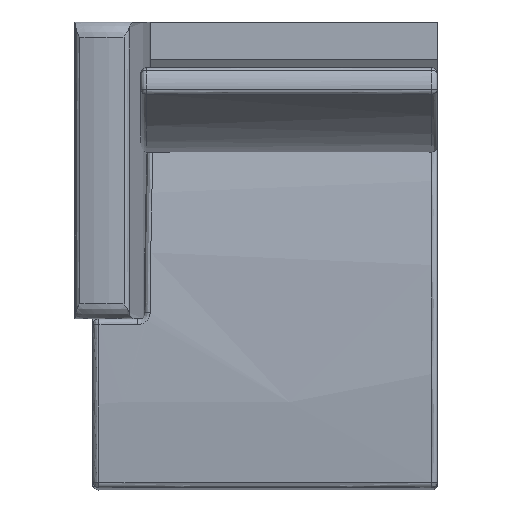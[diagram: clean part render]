
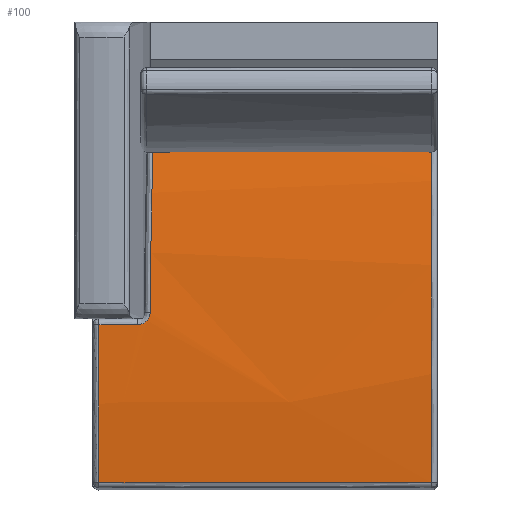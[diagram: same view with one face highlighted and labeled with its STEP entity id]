
A CAD part, top view. The second image highlights one B-rep face of the part: STEP entity #100.
In plain terms, the highlighted free-form (B-spline) face has degree [1, 2] with [2, 3] control points.
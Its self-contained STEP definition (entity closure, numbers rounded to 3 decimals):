
#100=ADVANCED_FACE($,(#202),#1095,.T.);
#202=FACE_OUTER_BOUND($,#304,.T.);
#304=EDGE_LOOP($,(#615,#616,#617,#618,#619,#620,#621));
#615=ORIENTED_EDGE($,*,*,#890,.T.);
#616=ORIENTED_EDGE($,*,*,#891,.F.);
#617=ORIENTED_EDGE($,*,*,#892,.F.);
#618=ORIENTED_EDGE($,*,*,#893,.T.);
#619=ORIENTED_EDGE($,*,*,#894,.F.);
#620=ORIENTED_EDGE($,*,*,#895,.T.);
#621=ORIENTED_EDGE($,*,*,#896,.T.);
#890=EDGE_CURVE($,#1041,#1042,#1308,.T.);
#891=EDGE_CURVE($,#1043,#1042,#1309,.T.);
#892=EDGE_CURVE($,#1044,#1043,#1310,.T.);
#893=EDGE_CURVE($,#1044,#1045,#1311,.T.);
#894=EDGE_CURVE($,#1046,#1045,#1312,.T.);
#895=EDGE_CURVE($,#1046,#1047,#1313,.T.);
#896=EDGE_CURVE($,#1047,#1041,#1314,.T.);
#1041=VERTEX_POINT($,#4087);
#1042=VERTEX_POINT($,#4088);
#1043=VERTEX_POINT($,#4089);
#1044=VERTEX_POINT($,#4090);
#1045=VERTEX_POINT($,#4091);
#1046=VERTEX_POINT($,#4092);
#1047=VERTEX_POINT($,#4093);
#1095=(
BOUNDED_SURFACE()
B_SPLINE_SURFACE(1,2,((#3430,#3431,#3432),(#3433,#3434,#3435)),.UNSPECIFIED.,
.F.,.F.,.F.)
B_SPLINE_SURFACE_WITH_KNOTS((2,2),(3,3),(20.,1130.),
(-1703.16,-951.519),.UNSPECIFIED.)
GEOMETRIC_REPRESENTATION_ITEM()
RATIONAL_B_SPLINE_SURFACE(((1.,0.978,1.),
(1.,0.978,1.)))
REPRESENTATION_ITEM($)
SURFACE()
);
#1308=(
BOUNDED_CURVE()
B_SPLINE_CURVE(3,(#3182,#3183,#3184,#3185,#3186,#3187,#3188,#3189,#3190,
#3191,#3192,#3193,#3194),.UNSPECIFIED.,.F.,.F.)
B_SPLINE_CURVE_WITH_KNOTS((4,1,1,1,1,1,1,1,1,1,4),(12.55,76.47,
144.802,205.734,291.025,353.04,413.554,
485.206,597.215,688.877,731.348),.UNSPECIFIED.)
CURVE()
GEOMETRIC_REPRESENTATION_ITEM()
RATIONAL_B_SPLINE_CURVE((1.,1.,1.,1.,1.,1.,1.,1.,1.,1.,1.,1.,1.))
REPRESENTATION_ITEM($)
);
#1309=(
BOUNDED_CURVE()
B_SPLINE_CURVE(3,(#3195,#3196,#3197,#3198,#3199,#3200,#3201,#3202,#3203,
#3204,#3205),.UNSPECIFIED.,.F.,.F.)
B_SPLINE_CURVE_WITH_KNOTS((4,1,1,1,1,1,1,1,4),(0.,7.471,14.941,
22.989,31.037,39.055,47.073,55.353,
63.634),.UNSPECIFIED.)
CURVE()
GEOMETRIC_REPRESENTATION_ITEM()
RATIONAL_B_SPLINE_CURVE((1.,1.,1.,1.,1.,1.,1.,1.,1.,1.,1.))
REPRESENTATION_ITEM($)
);
#1310=(
BOUNDED_CURVE()
B_SPLINE_CURVE(3,(#3206,#3207,#3208,#3209),.UNSPECIFIED.,.F.,.F.)
B_SPLINE_CURVE_WITH_KNOTS((4,4),(20.,150.005),.UNSPECIFIED.)
CURVE()
GEOMETRIC_REPRESENTATION_ITEM()
RATIONAL_B_SPLINE_CURVE((1.,1.,1.,1.))
REPRESENTATION_ITEM($)
);
#1311=(
BOUNDED_CURVE()
B_SPLINE_CURVE(3,(#3210,#3211,#3212,#3213,#3214,#3215),.UNSPECIFIED.,.F.,
.F.)
B_SPLINE_CURVE_WITH_KNOTS((4,1,1,4),(19.709,54.98,305.118,
546.227),.UNSPECIFIED.)
CURVE()
GEOMETRIC_REPRESENTATION_ITEM()
RATIONAL_B_SPLINE_CURVE((1.,1.,1.,1.,1.,1.))
REPRESENTATION_ITEM($)
);
#1312=(
BOUNDED_CURVE()
B_SPLINE_CURVE(3,(#3216,#3217,#3218,#3219),.UNSPECIFIED.,.F.,.F.)
B_SPLINE_CURVE_WITH_KNOTS((4,4),(20.,1130.),.UNSPECIFIED.)
CURVE()
GEOMETRIC_REPRESENTATION_ITEM()
RATIONAL_B_SPLINE_CURVE((1.,1.,1.,1.))
REPRESENTATION_ITEM($)
);
#1313=(
BOUNDED_CURVE()
B_SPLINE_CURVE(3,(#3220,#3221,#3222,#3223,#3224,#3225,#3226,#3227,#3228,
#3229,#3230),.UNSPECIFIED.,.F.,.F.)
B_SPLINE_CURVE_WITH_KNOTS((4,1,1,1,1,1,1,1,4),(13.552,160.475,
324.566,489.342,651.824,814.194,978.63,
1142.157,1298.726),.UNSPECIFIED.)
CURVE()
GEOMETRIC_REPRESENTATION_ITEM()
RATIONAL_B_SPLINE_CURVE((1.,1.,1.,1.,1.,1.,1.,1.,1.,1.,1.))
REPRESENTATION_ITEM($)
);
#1314=(
BOUNDED_CURVE()
B_SPLINE_CURVE(3,(#3231,#3232,#3233,#3234),.UNSPECIFIED.,.F.,.F.)
B_SPLINE_CURVE_WITH_KNOTS((4,4),(20.,945.239),.UNSPECIFIED.)
CURVE()
GEOMETRIC_REPRESENTATION_ITEM()
RATIONAL_B_SPLINE_CURVE((1.,1.,1.,1.))
REPRESENTATION_ITEM($)
);
#3182=CARTESIAN_POINT($,(13146.39,-37904.042,277.816));
#3183=CARTESIAN_POINT($,(13145.855,-37924.981,282.312));
#3184=CARTESIAN_POINT($,(13144.724,-37968.383,291.236));
#3185=CARTESIAN_POINT($,(13143.047,-38032.003,303.136));
#3186=CARTESIAN_POINT($,(13141.209,-38102.878,315.121));
#3187=CARTESIAN_POINT($,(13139.496,-38171.884,325.401));
#3188=CARTESIAN_POINT($,(13137.914,-38240.939,334.306));
#3189=CARTESIAN_POINT($,(13136.563,-38305.591,341.574));
#3190=CARTESIAN_POINT($,(13135.067,-38387.04,349.287));
#3191=CARTESIAN_POINT($,(13133.753,-38479.074,355.749));
#3192=CARTESIAN_POINT($,(13133.007,-38561.479,359.315));
#3193=CARTESIAN_POINT($,(13132.764,-38606.411,360.463));
#3194=CARTESIAN_POINT($,(13132.704,-38620.64,360.748));
#3195=CARTESIAN_POINT($,(13091.635,-38660.851,361.339));
#3196=CARTESIAN_POINT($,(13094.125,-38660.851,361.339));
#3197=CARTESIAN_POINT($,(13099.106,-38660.404,361.335));
#3198=CARTESIAN_POINT($,(13106.527,-38658.363,361.315));
#3199=CARTESIAN_POINT($,(13113.622,-38654.886,361.279));
#3200=CARTESIAN_POINT($,(13120.059,-38649.98,361.222));
#3201=CARTESIAN_POINT($,(13125.407,-38643.908,361.143));
#3202=CARTESIAN_POINT($,(13129.491,-38636.822,361.039));
#3203=CARTESIAN_POINT($,(13132.083,-38628.961,360.908));
#3204=CARTESIAN_POINT($,(13132.692,-38623.415,360.803));
#3205=CARTESIAN_POINT($,(13132.704,-38620.64,360.748));
#3206=CARTESIAN_POINT($,(12961.629,-38660.851,361.339));
#3207=CARTESIAN_POINT($,(13004.964,-38660.851,361.339));
#3208=CARTESIAN_POINT($,(13048.299,-38660.851,361.339));
#3209=CARTESIAN_POINT($,(13091.635,-38660.851,361.339));
#3210=CARTESIAN_POINT($,(12961.629,-38660.851,361.339));
#3211=CARTESIAN_POINT($,(12961.629,-38672.669,361.45));
#3212=CARTESIAN_POINT($,(12961.629,-38768.307,361.907));
#3213=CARTESIAN_POINT($,(12961.629,-38944.739,356.12));
#3214=CARTESIAN_POINT($,(12961.629,-39108.656,340.048));
#3215=CARTESIAN_POINT($,(12961.629,-39188.774,329.578));
#3216=CARTESIAN_POINT($,(14071.629,-39188.774,329.578));
#3217=CARTESIAN_POINT($,(13701.629,-39188.774,329.578));
#3218=CARTESIAN_POINT($,(13331.629,-39188.774,329.578));
#3219=CARTESIAN_POINT($,(12961.629,-39188.774,329.578));
#3220=CARTESIAN_POINT($,(14071.629,-39188.774,329.578));
#3221=CARTESIAN_POINT($,(14071.629,-39139.953,335.958));
#3222=CARTESIAN_POINT($,(14071.629,-39036.343,347.434));
#3223=CARTESIAN_POINT($,(14071.629,-38877.25,358.436));
#3224=CARTESIAN_POINT($,(14071.629,-38712.619,362.657));
#3225=CARTESIAN_POINT($,(14071.629,-38548.537,359.792));
#3226=CARTESIAN_POINT($,(14071.629,-38384.84,349.913));
#3227=CARTESIAN_POINT($,(14071.629,-38221.369,332.933));
#3228=CARTESIAN_POINT($,(14071.629,-38060.711,309.117));
#3229=CARTESIAN_POINT($,(14071.629,-37955.347,288.831));
#3230=CARTESIAN_POINT($,(14071.629,-37904.042,277.816));
#3231=CARTESIAN_POINT($,(14071.629,-37904.042,277.816));
#3232=CARTESIAN_POINT($,(13763.216,-37904.042,277.816));
#3233=CARTESIAN_POINT($,(13454.803,-37904.042,277.816));
#3234=CARTESIAN_POINT($,(13146.39,-37904.042,277.816));
#3430=CARTESIAN_POINT($,(14071.629,-37904.042,277.816));
#3431=CARTESIAN_POINT($,(14071.629,-38540.003,414.363));
#3432=CARTESIAN_POINT($,(14071.629,-39188.774,329.578));
#3433=CARTESIAN_POINT($,(12961.629,-37904.042,277.816));
#3434=CARTESIAN_POINT($,(12961.629,-38540.003,414.363));
#3435=CARTESIAN_POINT($,(12961.629,-39188.774,329.578));
#4087=CARTESIAN_POINT($,(13146.39,-37904.042,277.816));
#4088=CARTESIAN_POINT($,(13132.704,-38620.64,360.748));
#4089=CARTESIAN_POINT($,(13091.635,-38660.851,361.339));
#4090=CARTESIAN_POINT($,(12961.629,-38660.851,361.339));
#4091=CARTESIAN_POINT($,(12961.629,-39188.774,329.578));
#4092=CARTESIAN_POINT($,(14071.629,-39188.774,329.578));
#4093=CARTESIAN_POINT($,(14071.629,-37904.042,277.816));
